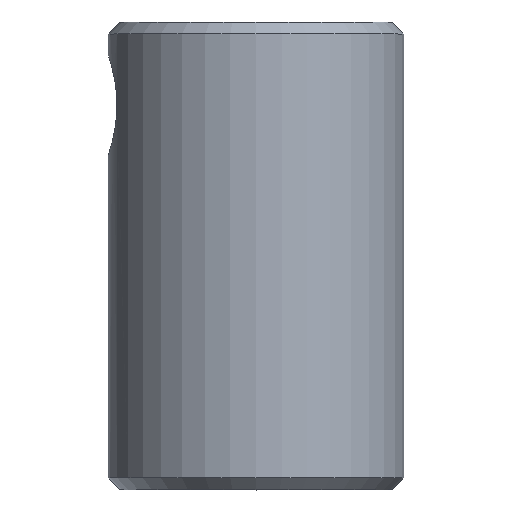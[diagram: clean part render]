
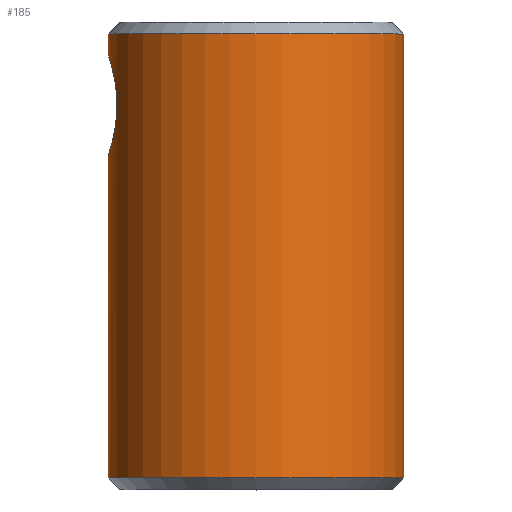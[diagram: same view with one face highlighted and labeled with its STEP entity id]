
A CAD part, top view. The second image highlights one B-rep face of the part: STEP entity #185.
In plain terms, the highlighted cylindrical face has radius 6.35 mm (diameter 12.7 mm), a full revolution.
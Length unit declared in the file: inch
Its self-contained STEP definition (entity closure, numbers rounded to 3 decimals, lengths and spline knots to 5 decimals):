
#10 = CARTESIAN_POINT ( 'NONE',  ( -0.24717, 0.57369, 0.03785 ) ) ;
#14 = CYLINDRICAL_SURFACE ( 'NONE', #101, 0.25 ) ;
#18 = CARTESIAN_POINT ( 'NONE',  ( -0.24267, 0.71011, 0.0601 ) ) ;
#23 = CARTESIAN_POINT ( 'NONE',  ( -0.24636, 0.72368, 0.04275 ) ) ;
#24 = B_SPLINE_CURVE_WITH_KNOTS ( 'NONE', 3,
 ( #18, #156, #354, #239, #298, #292, #209, #150, #238, #37, #43, #124, #359, #96, #264, #187, #103, #208, #10, #213, #98, #76, #210, #157, #120, #233, #94, #121, #327, #152, #293, #38, #329, #55, #162, #361, #340, #220, #188, #83, #271, #104, #339, #277, #165, #274, #81, #133, #25, #337, #367, #48, #365, #192, #23, #47, #80, #221 ),
 .UNSPECIFIED., .T., .F.,
 ( 4, 2, 2, 2, 2, 2, 2, 2, 2, 2, 2, 2, 2, 2, 2, 2, 2, 2, 2, 2, 2, 2, 2, 2, 2, 2, 2, 2, 4 ),
 ( 0., 0.00043, 0.00085, 0.00128, 0.0017, 0.00255, 0.00298, 0.0034, 0.00383, 0.00425, 0.00468, 0.0051, 0.00553, 0.00595, 0.00638, 0.0068, 0.00765, 0.00808, 0.0085, 0.00936, 0.00978, 0.01021, 0.01063, 0.01106, 0.01191, 0.01233, 0.01276, 0.01318, 0.01361 ),
 .UNSPECIFIED. ) ;
#25 = CARTESIAN_POINT ( 'NONE',  ( -0.25, 0.735, -0.01118 ) ) ;
#26 = EDGE_CURVE ( 'NONE', #140, #140, #240, .T. ) ;
#37 = CARTESIAN_POINT ( 'NONE',  ( -0.23511, 0.63882, 0.085 ) ) ;
#38 = CARTESIAN_POINT ( 'NONE',  ( -0.24074, 0.59768, -0.06789 ) ) ;
#40 = FACE_OUTER_BOUND ( 'NONE', #366, .T. ) ;
#42 = CARTESIAN_POINT ( 'NONE',  ( 0., 0.77, -0.25 ) ) ;
#43 = CARTESIAN_POINT ( 'NONE',  ( -0.23596, 0.62755, 0.08273 ) ) ;
#47 = CARTESIAN_POINT ( 'NONE',  ( -0.2446, 0.71754, 0.0519 ) ) ;
#48 = CARTESIAN_POINT ( 'NONE',  ( -0.24907, 0.73224, 0.0222 ) ) ;
#55 = CARTESIAN_POINT ( 'NONE',  ( -0.23666, 0.62245, -0.0806 ) ) ;
#57 = DIRECTION ( 'NONE',  ( 0., -1., 0. ) ) ;
#75 = DIRECTION ( 'NONE',  ( 0., -1., 0. ) ) ;
#76 = CARTESIAN_POINT ( 'NONE',  ( -0.24981, 0.56556, 0.01122 ) ) ;
#80 = CARTESIAN_POINT ( 'NONE',  ( -0.24364, 0.71405, 0.05616 ) ) ;
#81 = CARTESIAN_POINT ( 'NONE',  ( -0.24718, 0.72634, -0.03779 ) ) ;
#83 = CARTESIAN_POINT ( 'NONE',  ( -0.23808, 0.68785, -0.07631 ) ) ;
#94 = CARTESIAN_POINT ( 'NONE',  ( -0.24853, 0.56941, -0.02759 ) ) ;
#96 = CARTESIAN_POINT ( 'NONE',  ( -0.24073, 0.59808, 0.06753 ) ) ;
#98 = CARTESIAN_POINT ( 'NONE',  ( -0.24908, 0.56775, 0.02214 ) ) ;
#101 = AXIS2_PLACEMENT_3D ( 'NONE', #154, #75, #267 ) ;
#103 = CARTESIAN_POINT ( 'NONE',  ( -0.2446, 0.58246, 0.0519 ) ) ;
#104 = CARTESIAN_POINT ( 'NONE',  ( -0.24072, 0.70187, -0.06757 ) ) ;
#120 = CARTESIAN_POINT ( 'NONE',  ( -0.24981, 0.56556, -0.01121 ) ) ;
#121 = CARTESIAN_POINT ( 'NONE',  ( -0.24718, 0.57368, -0.03783 ) ) ;
#124 = CARTESIAN_POINT ( 'NONE',  ( -0.23807, 0.61224, 0.07635 ) ) ;
#133 = CARTESIAN_POINT ( 'NONE',  ( -0.24921, 0.73273, -0.02243 ) ) ;
#140 = VERTEX_POINT ( 'NONE', #229 ) ;
#150 = CARTESIAN_POINT ( 'NONE',  ( -0.23531, 0.66122, 0.08444 ) ) ;
#152 = CARTESIAN_POINT ( 'NONE',  ( -0.24459, 0.58247, -0.05192 ) ) ;
#154 = CARTESIAN_POINT ( 'NONE',  ( 0., 0., 0. ) ) ;
#156 = CARTESIAN_POINT ( 'NONE',  ( -0.24169, 0.70617, 0.06404 ) ) ;
#157 = CARTESIAN_POINT ( 'NONE',  ( -0.25, 0.565, -0.00567 ) ) ;
#161 = ORIENTED_EDGE ( 'NONE', *, *, #336, .T. ) ;
#162 = CARTESIAN_POINT ( 'NONE',  ( -0.23608, 0.62788, -0.08226 ) ) ;
#165 = CARTESIAN_POINT ( 'NONE',  ( -0.24459, 0.7175, -0.05195 ) ) ;
#170 = CARTESIAN_POINT ( 'NONE',  ( -0.24267, 0.71011, 0.0601 ) ) ;
#179 = ORIENTED_EDGE ( 'NONE', *, *, #26, .T. ) ;
#185 = ADVANCED_FACE ( 'NONE', ( #352, #294, #40 ), #14, .T. ) ;
#187 = CARTESIAN_POINT ( 'NONE',  ( -0.24362, 0.58603, 0.05624 ) ) ;
#188 = CARTESIAN_POINT ( 'NONE',  ( -0.23595, 0.67237, -0.08276 ) ) ;
#192 = CARTESIAN_POINT ( 'NONE',  ( -0.24718, 0.72634, 0.03779 ) ) ;
#194 = VERTEX_POINT ( 'NONE', #170 ) ;
#201 = DIRECTION ( 'NONE',  ( 0., 1., 0. ) ) ;
#208 = CARTESIAN_POINT ( 'NONE',  ( -0.24637, 0.57631, 0.04272 ) ) ;
#209 = CARTESIAN_POINT ( 'NONE',  ( -0.23609, 0.6722, 0.08224 ) ) ;
#210 = CARTESIAN_POINT ( 'NONE',  ( -0.25, 0.565, 0.00556 ) ) ;
#213 = CARTESIAN_POINT ( 'NONE',  ( -0.24854, 0.56938, 0.02751 ) ) ;
#220 = CARTESIAN_POINT ( 'NONE',  ( -0.23511, 0.66128, -0.085 ) ) ;
#221 = CARTESIAN_POINT ( 'NONE',  ( -0.24267, 0.71011, 0.0601 ) ) ;
#223 = CIRCLE ( 'NONE', #276, 0.25 ) ;
#229 = CARTESIAN_POINT ( 'NONE',  ( 0., 0.02, -0.25 ) ) ;
#233 = CARTESIAN_POINT ( 'NONE',  ( -0.24908, 0.56775, -0.02216 ) ) ;
#238 = CARTESIAN_POINT ( 'NONE',  ( -0.23511, 0.65556, 0.085 ) ) ;
#239 = CARTESIAN_POINT ( 'NONE',  ( -0.23892, 0.69275, 0.07367 ) ) ;
#240 = CIRCLE ( 'NONE', #308, 0.25 ) ;
#248 = EDGE_LOOP ( 'NONE', ( #179 ) ) ;
#256 = CARTESIAN_POINT ( 'NONE',  ( 0., 0.02, 0. ) ) ;
#257 = CARTESIAN_POINT ( 'NONE',  ( 0., 0.77, 0. ) ) ;
#260 = DIRECTION ( 'NONE',  ( 0., 0., -1. ) ) ;
#264 = CARTESIAN_POINT ( 'NONE',  ( -0.24169, 0.59383, 0.06403 ) ) ;
#267 = DIRECTION ( 'NONE',  ( 0., 0., -1. ) ) ;
#271 = CARTESIAN_POINT ( 'NONE',  ( -0.23891, 0.69271, -0.0737 ) ) ;
#273 = EDGE_CURVE ( 'NONE', #194, #194, #24, .T. ) ;
#274 = CARTESIAN_POINT ( 'NONE',  ( -0.24636, 0.72368, -0.04274 ) ) ;
#276 = AXIS2_PLACEMENT_3D ( 'NONE', #257, #57, #349 ) ;
#277 = CARTESIAN_POINT ( 'NONE',  ( -0.24363, 0.71401, -0.0562 ) ) ;
#292 = CARTESIAN_POINT ( 'NONE',  ( -0.23666, 0.67751, 0.08062 ) ) ;
#293 = CARTESIAN_POINT ( 'NONE',  ( -0.24363, 0.58602, -0.05623 ) ) ;
#294 = FACE_OUTER_BOUND ( 'NONE', #248, .T. ) ;
#298 = CARTESIAN_POINT ( 'NONE',  ( -0.23807, 0.6878, 0.07633 ) ) ;
#301 = ORIENTED_EDGE ( 'NONE', *, *, #273, .T. ) ;
#304 = EDGE_LOOP ( 'NONE', ( #301 ) ) ;
#308 = AXIS2_PLACEMENT_3D ( 'NONE', #256, #201, #260 ) ;
#326 = VERTEX_POINT ( 'NONE', #42 ) ;
#327 = CARTESIAN_POINT ( 'NONE',  ( -0.24637, 0.57629, -0.04269 ) ) ;
#329 = CARTESIAN_POINT ( 'NONE',  ( -0.23878, 0.60708, -0.0742 ) ) ;
#336 = EDGE_CURVE ( 'NONE', #326, #326, #223, .T. ) ;
#337 = CARTESIAN_POINT ( 'NONE',  ( -0.25, 0.735, 0.00558 ) ) ;
#339 = CARTESIAN_POINT ( 'NONE',  ( -0.2417, 0.7062, -0.06401 ) ) ;
#340 = CARTESIAN_POINT ( 'NONE',  ( -0.23511, 0.64438, -0.085 ) ) ;
#349 = DIRECTION ( 'NONE',  ( 0., 0., -1. ) ) ;
#352 = FACE_BOUND ( 'NONE', #304, .T. ) ;
#354 = CARTESIAN_POINT ( 'NONE',  ( -0.24073, 0.70191, 0.06754 ) ) ;
#359 = CARTESIAN_POINT ( 'NONE',  ( -0.23891, 0.60729, 0.0737 ) ) ;
#361 = CARTESIAN_POINT ( 'NONE',  ( -0.23531, 0.63882, -0.08445 ) ) ;
#365 = CARTESIAN_POINT ( 'NONE',  ( -0.24854, 0.73062, 0.02751 ) ) ;
#366 = EDGE_LOOP ( 'NONE', ( #161 ) ) ;
#367 = CARTESIAN_POINT ( 'NONE',  ( -0.24981, 0.73444, 0.01125 ) ) ;
